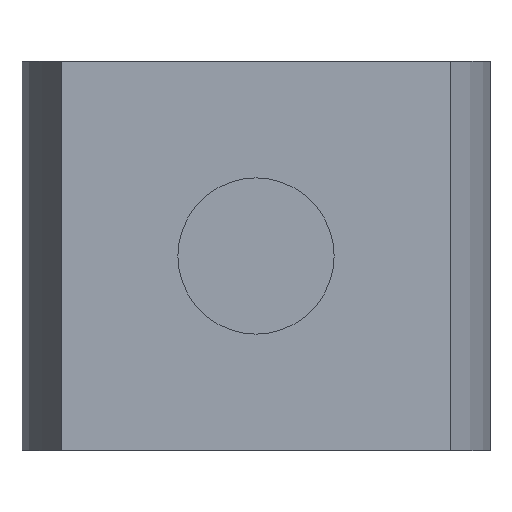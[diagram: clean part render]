
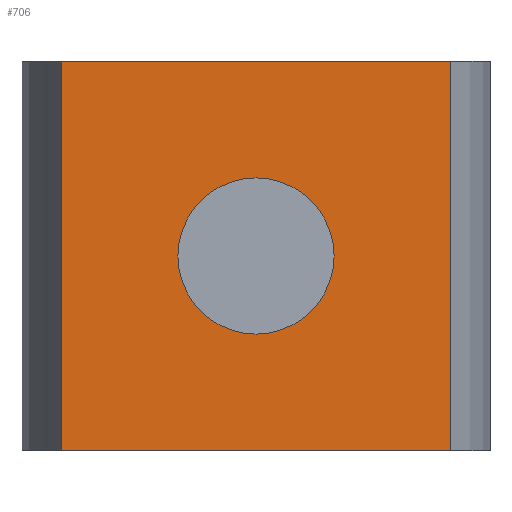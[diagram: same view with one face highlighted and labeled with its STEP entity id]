
A CAD part, front view. The second image highlights one B-rep face of the part: STEP entity #706.
In plain terms, the highlighted planar face has unit normal (0, -1, 0).
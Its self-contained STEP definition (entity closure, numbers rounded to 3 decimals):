
#17=FACE_BOUND('',#127,.T.);
#37=PLANE('',#759);
#53=CIRCLE('',#754,3.493);
#87=FACE_OUTER_BOUND('',#126,.T.);
#126=EDGE_LOOP('',(#594,#595,#596,#597));
#127=EDGE_LOOP('',(#598));
#216=LINE('',#3095,#277);
#217=LINE('',#3097,#278);
#218=LINE('',#3099,#279);
#219=LINE('',#3100,#280);
#277=VECTOR('',#880,10.);
#278=VECTOR('',#881,10.);
#279=VECTOR('',#882,10.);
#280=VECTOR('',#883,10.);
#340=VERTEX_POINT('',#3068);
#347=VERTEX_POINT('',#3093);
#348=VERTEX_POINT('',#3094);
#349=VERTEX_POINT('',#3096);
#350=VERTEX_POINT('',#3098);
#426=EDGE_CURVE('',#340,#340,#53,.T.);
#439=EDGE_CURVE('',#347,#348,#216,.T.);
#440=EDGE_CURVE('',#349,#347,#217,.T.);
#441=EDGE_CURVE('',#350,#349,#218,.T.);
#442=EDGE_CURVE('',#348,#350,#219,.T.);
#594=ORIENTED_EDGE('',*,*,#439,.F.);
#595=ORIENTED_EDGE('',*,*,#440,.F.);
#596=ORIENTED_EDGE('',*,*,#441,.F.);
#597=ORIENTED_EDGE('',*,*,#442,.F.);
#598=ORIENTED_EDGE('',*,*,#426,.T.);
#706=ADVANCED_FACE('',(#87,#17),#37,.F.);
#754=AXIS2_PLACEMENT_3D('',#3069,#856,#857);
#759=AXIS2_PLACEMENT_3D('',#3092,#878,#879);
#856=DIRECTION('center_axis',(0.,1.,0.));
#857=DIRECTION('ref_axis',(1.,0.,0.));
#878=DIRECTION('center_axis',(0.,1.,0.));
#879=DIRECTION('ref_axis',(1.,0.,0.));
#880=DIRECTION('',(0.,0.,-1.));
#881=DIRECTION('',(1.,0.,0.));
#882=DIRECTION('',(0.,0.,1.));
#883=DIRECTION('',(-1.,0.,0.));
#3068=CARTESIAN_POINT('',(-3.493,-19.204,16.696));
#3069=CARTESIAN_POINT('Origin',(0.,-19.204,16.696));
#3092=CARTESIAN_POINT('Origin',(0.,-19.204,16.696));
#3093=CARTESIAN_POINT('',(8.7,-19.204,25.396));
#3094=CARTESIAN_POINT('',(8.7,-19.204,7.996));
#3095=CARTESIAN_POINT('',(8.7,-19.204,25.396));
#3096=CARTESIAN_POINT('',(-8.7,-19.204,25.396));
#3097=CARTESIAN_POINT('',(-8.7,-19.204,25.396));
#3098=CARTESIAN_POINT('',(-8.7,-19.204,7.996));
#3099=CARTESIAN_POINT('',(-8.7,-19.204,7.996));
#3100=CARTESIAN_POINT('',(8.7,-19.204,7.996));
